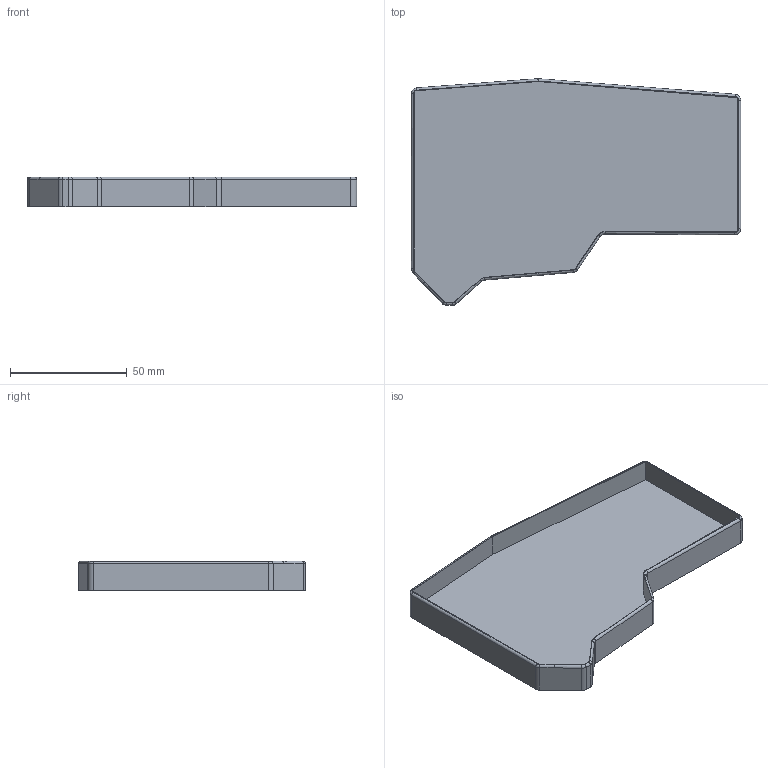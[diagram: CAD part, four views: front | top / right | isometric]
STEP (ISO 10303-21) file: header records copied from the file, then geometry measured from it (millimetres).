
FILE_DESCRIPTION(/* description */ ('STEP AP242 Edition 2'),/* implementation_level */ '2;1');
FILE_NAME(/* name */ '46ef82fb-bdb8-4c17-86e9-5a294448b33e.step',/* time_stamp */ '2026-01-19T22:05:16Z',/* author */ (''),/* organization */ (''),/* preprocessor_version */ 'ST-DEVELOPER v20.1',/* originating_system */ 'Autodesk Translation Framework v14.21.0.0',/* authorisation */ '');
FILE_SCHEMA (('AUTOMOTIVE_DESIGN { 1 0 10303 214 3 1 1 }'));
Length unit declared in the file: metre
Products named in the file (1): Part 1
Bounding box: 140.9 x 96.91 x 12.7 mm (x, y, z)
Volume: 37716.8 mm3; surface area: 31762.9 mm2
Topology: 1 solids, 1 shells, 186 faces, 482 edges, 314 vertices
Faces by surface type: plane 117, bspline 31, cylinder 27, torus 11
Full cylindrical faces by diameter (mm): 12.7 x4
Entity records: 5794 total; most frequent: CARTESIAN_POINT 1440, ORIENTED_EDGE 964, DIRECTION 790, EDGE_CURVE 482, LINE 340, VECTOR 340, VERTEX_POINT 314, AXIS2_PLACEMENT_3D 225
